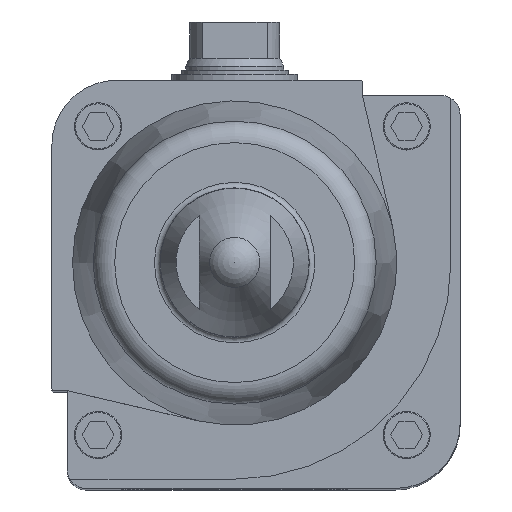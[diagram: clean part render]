
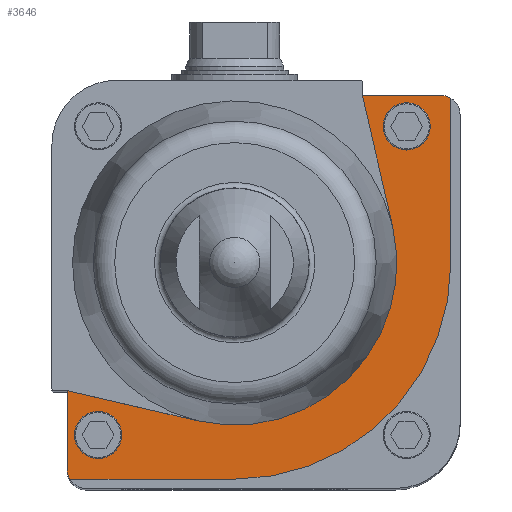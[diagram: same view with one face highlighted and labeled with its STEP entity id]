
A CAD part, top view. The second image highlights one B-rep face of the part: STEP entity #3646.
In plain terms, the highlighted planar face has unit normal (0, 0, 1).
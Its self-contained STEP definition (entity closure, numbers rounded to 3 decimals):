
#128=PLANE('',#4004);
#265=LINE('',#5438,#571);
#268=LINE('',#5444,#574);
#295=LINE('',#5790,#601);
#296=LINE('',#5794,#602);
#297=LINE('',#5795,#603);
#298=LINE('',#5799,#604);
#571=VECTOR('',#4309,1000.);
#574=VECTOR('',#4314,1000.);
#601=VECTOR('',#4643,1000.);
#602=VECTOR('',#4646,1000.);
#603=VECTOR('',#4647,1000.);
#604=VECTOR('',#4650,1000.);
#1111=ORIENTED_EDGE('',*,*,#1951,.T.);
#1112=ORIENTED_EDGE('',*,*,#1952,.T.);
#1113=ORIENTED_EDGE('',*,*,#1816,.T.);
#1114=ORIENTED_EDGE('',*,*,#1953,.T.);
#1115=ORIENTED_EDGE('',*,*,#1954,.T.);
#1116=ORIENTED_EDGE('',*,*,#1955,.T.);
#1117=ORIENTED_EDGE('',*,*,#1822,.T.);
#1118=ORIENTED_EDGE('',*,*,#1850,.T.);
#1119=ORIENTED_EDGE('',*,*,#1956,.T.);
#1120=ORIENTED_EDGE('',*,*,#1957,.F.);
#1121=ORIENTED_EDGE('',*,*,#1958,.T.);
#1122=ORIENTED_EDGE('',*,*,#1847,.T.);
#1816=EDGE_CURVE('',#2292,#2291,#2644,.T.);
#1822=EDGE_CURVE('',#2298,#2297,#2647,.T.);
#1847=EDGE_CURVE('',#2318,#2292,#265,.T.);
#1850=EDGE_CURVE('',#2297,#2321,#268,.T.);
#1951=EDGE_CURVE('',#2416,#2416,#2728,.T.);
#1952=EDGE_CURVE('',#2417,#2417,#2729,.T.);
#1953=EDGE_CURVE('',#2291,#2418,#295,.T.);
#1954=EDGE_CURVE('',#2418,#2419,#2730,.T.);
#1955=EDGE_CURVE('',#2419,#2298,#296,.T.);
#1956=EDGE_CURVE('',#2321,#2420,#297,.T.);
#1957=EDGE_CURVE('',#2421,#2420,#2731,.T.);
#1958=EDGE_CURVE('',#2421,#2318,#298,.T.);
#2291=VERTEX_POINT('',#5374);
#2292=VERTEX_POINT('',#5376);
#2297=VERTEX_POINT('',#5387);
#2298=VERTEX_POINT('',#5389);
#2318=VERTEX_POINT('',#5435);
#2321=VERTEX_POINT('',#5443);
#2416=VERTEX_POINT('',#5787);
#2417=VERTEX_POINT('',#5789);
#2418=VERTEX_POINT('',#5791);
#2419=VERTEX_POINT('',#5793);
#2420=VERTEX_POINT('',#5796);
#2421=VERTEX_POINT('',#5798);
#2644=CIRCLE('',#3837,9.5);
#2647=CIRCLE('',#3841,9.5);
#2728=CIRCLE('',#4005,12.);
#2729=CIRCLE('',#4006,12.);
#2730=CIRCLE('',#4007,110.);
#2731=CIRCLE('',#4008,82.5);
#2952=EDGE_LOOP('',(#1111));
#2953=EDGE_LOOP('',(#1112));
#2954=EDGE_LOOP('',(#1113,#1114,#1115,#1116,#1117,#1118,#1119,#1120,#1121,
#1122));
#3314=FACE_BOUND('',#2952,.T.);
#3315=FACE_BOUND('',#2953,.T.);
#3316=FACE_BOUND('',#2954,.T.);
#3646=ADVANCED_FACE('',(#3314,#3315,#3316),#128,.T.);
#3837=AXIS2_PLACEMENT_3D('',#5375,#4256,#4257);
#3841=AXIS2_PLACEMENT_3D('',#5388,#4267,#4268);
#4004=AXIS2_PLACEMENT_3D('',#5785,#4637,#4638);
#4005=AXIS2_PLACEMENT_3D('',#5786,#4639,#4640);
#4006=AXIS2_PLACEMENT_3D('',#5788,#4641,#4642);
#4007=AXIS2_PLACEMENT_3D('',#5792,#4644,#4645);
#4008=AXIS2_PLACEMENT_3D('',#5797,#4648,#4649);
#4256=DIRECTION('',(0.,0.,1.));
#4257=DIRECTION('',(1.,0.,0.));
#4267=DIRECTION('',(0.,0.,1.));
#4268=DIRECTION('',(1.,0.,0.));
#4309=DIRECTION('',(0.,-1.,0.));
#4314=DIRECTION('',(-1.,0.,0.));
#4637=DIRECTION('',(0.,0.,1.));
#4638=DIRECTION('',(1.,0.,0.));
#4639=DIRECTION('',(0.,0.,-1.));
#4640=DIRECTION('',(-1.,0.,0.));
#4641=DIRECTION('',(0.,0.,-1.));
#4642=DIRECTION('',(-1.,0.,0.));
#4643=DIRECTION('',(1.,0.,0.));
#4644=DIRECTION('',(0.,0.,1.));
#4645=DIRECTION('',(1.,0.,0.));
#4646=DIRECTION('',(0.,1.,0.));
#4647=DIRECTION('',(0.225,-0.974,0.));
#4648=DIRECTION('',(0.,0.,1.));
#4649=DIRECTION('',(1.,0.,0.));
#4650=DIRECTION('',(-0.974,0.225,0.));
#5374=CARTESIAN_POINT('',(-83.898,-110.,227.));
#5375=CARTESIAN_POINT('',(-75.7,-105.2,227.));
#5376=CARTESIAN_POINT('',(-85.2,-105.2,227.));
#5387=CARTESIAN_POINT('',(105.2,85.2,227.));
#5388=CARTESIAN_POINT('',(105.2,75.7,227.));
#5389=CARTESIAN_POINT('',(110.,83.898,227.));
#5435=CARTESIAN_POINT('',(-85.2,-65.,227.));
#5438=CARTESIAN_POINT('',(-85.2,-65.,227.));
#5443=CARTESIAN_POINT('',(65.,85.2,227.));
#5444=CARTESIAN_POINT('',(110.,85.2,227.));
#5785=CARTESIAN_POINT('',(0.,0.,227.));
#5786=CARTESIAN_POINT('',(-69.5,-87.5,227.));
#5787=CARTESIAN_POINT('',(-81.5,-87.5,227.));
#5788=CARTESIAN_POINT('',(87.5,69.5,227.));
#5789=CARTESIAN_POINT('',(75.5,69.5,227.));
#5790=CARTESIAN_POINT('',(-85.2,-110.,227.));
#5791=CARTESIAN_POINT('',(0.,-110.,227.));
#5792=CARTESIAN_POINT('',(0.,0.,227.));
#5793=CARTESIAN_POINT('',(110.,0.,227.));
#5794=CARTESIAN_POINT('',(110.,0.,227.));
#5795=CARTESIAN_POINT('',(65.,85.2,227.));
#5796=CARTESIAN_POINT('',(80.385,18.559,227.));
#5797=CARTESIAN_POINT('',(0.,0.,227.));
#5798=CARTESIAN_POINT('',(-18.559,-80.385,227.));
#5799=CARTESIAN_POINT('',(-18.559,-80.385,227.));
